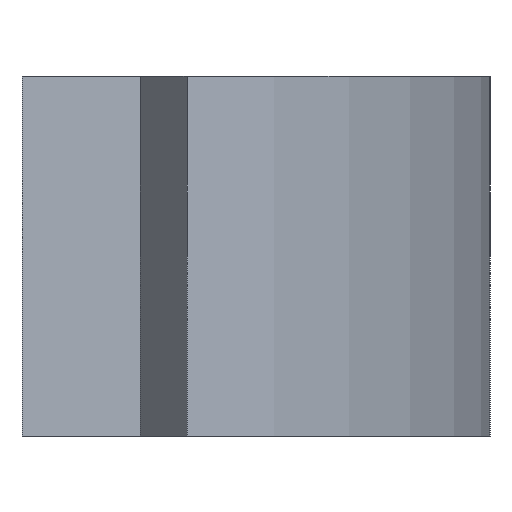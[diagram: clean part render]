
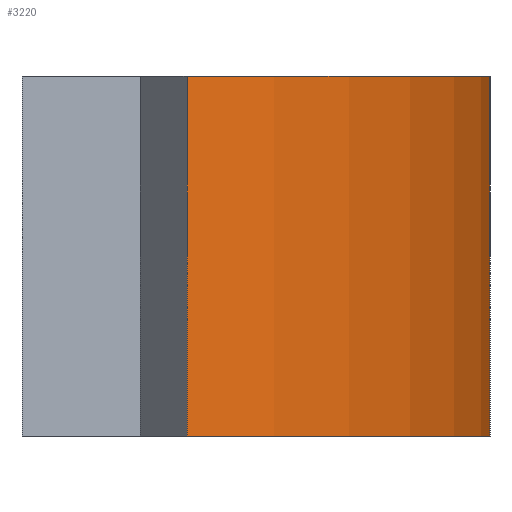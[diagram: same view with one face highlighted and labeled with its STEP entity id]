
A CAD part, left-side view. The second image highlights one B-rep face of the part: STEP entity #3220.
In plain terms, the highlighted cylindrical face has radius 23 mm (diameter 46 mm), a partial arc.
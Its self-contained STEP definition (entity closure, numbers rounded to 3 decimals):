
#30=CYLINDRICAL_SURFACE('',#3425,23.);
#236=FACE_OUTER_BOUND('',#452,.T.);
#452=EDGE_LOOP('',(#2903,#2904,#2905,#2906));
#463=CIRCLE('',#3255,23.);
#494=CIRCLE('',#3414,23.);
#893=LINE('',#5077,#1305);
#897=LINE('',#5084,#1309);
#1305=VECTOR('',#4172,10.);
#1309=VECTOR('',#4182,23.);
#1319=VERTEX_POINT('',#4216);
#1332=VERTEX_POINT('',#4241);
#1602=VERTEX_POINT('',#5036);
#1603=VERTEX_POINT('',#5038);
#1628=EDGE_CURVE('',#1319,#1332,#463,.T.);
#2025=EDGE_CURVE('',#1603,#1602,#494,.T.);
#2045=EDGE_CURVE('',#1602,#1319,#893,.T.);
#2049=EDGE_CURVE('',#1332,#1603,#897,.T.);
#2903=ORIENTED_EDGE('',*,*,#1628,.T.);
#2904=ORIENTED_EDGE('',*,*,#2049,.T.);
#2905=ORIENTED_EDGE('',*,*,#2025,.T.);
#2906=ORIENTED_EDGE('',*,*,#2045,.T.);
#3220=ADVANCED_FACE('',(#236),#30,.T.);
#3255=AXIS2_PLACEMENT_3D('',#4243,#3453,#3454);
#3414=AXIS2_PLACEMENT_3D('',#5039,#4137,#4138);
#3425=AXIS2_PLACEMENT_3D('',#5086,#4184,#4185);
#3453=DIRECTION('center_axis',(0.,0.,1.));
#3454=DIRECTION('ref_axis',(-0.828,-0.561,0.));
#4137=DIRECTION('center_axis',(0.,0.,-1.));
#4138=DIRECTION('ref_axis',(-0.828,-0.561,0.));
#4172=DIRECTION('',(0.,0.,-1.));
#4182=DIRECTION('',(0.,0.,1.));
#4184=DIRECTION('center_axis',(0.,0.,1.));
#4185=DIRECTION('ref_axis',(-0.828,-0.561,0.));
#4216=CARTESIAN_POINT('',(0.,-5.502,0.));
#4241=CARTESIAN_POINT('',(19.04,-15.6,0.));
#4243=CARTESIAN_POINT('Origin',(19.04,7.4,0.));
#5036=CARTESIAN_POINT('',(0.,-5.502,12.));
#5038=CARTESIAN_POINT('',(19.04,-15.6,12.));
#5039=CARTESIAN_POINT('Origin',(19.04,7.4,12.));
#5077=CARTESIAN_POINT('',(0.,-5.502,0.));
#5084=CARTESIAN_POINT('',(19.04,-15.6,0.));
#5086=CARTESIAN_POINT('Origin',(19.04,7.4,0.));
